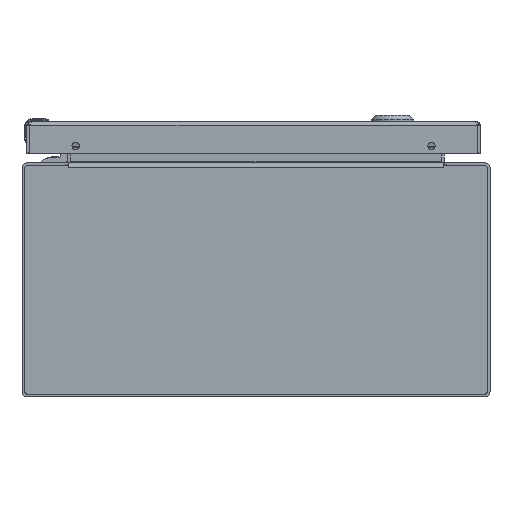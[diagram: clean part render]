
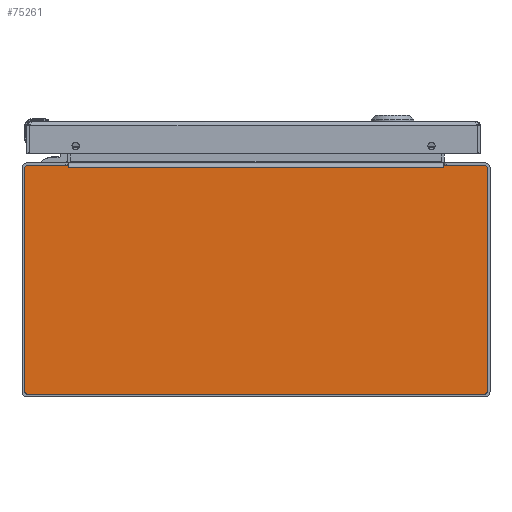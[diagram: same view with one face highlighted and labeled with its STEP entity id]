
A CAD part, front view. The second image highlights one B-rep face of the part: STEP entity #75261.
In plain terms, the highlighted planar face has unit normal (0, -1, 0).
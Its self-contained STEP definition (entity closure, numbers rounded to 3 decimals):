
#714 = LINE ( 'NONE', #27754, #37069 ) ;
#1582 = CARTESIAN_POINT ( 'NONE',  ( -4.818, -12., 2.91 ) ) ;
#3543 = CARTESIAN_POINT ( 'NONE',  ( -5.937, -12., 0. ) ) ;
#3798 = VERTEX_POINT ( 'NONE', #79225 ) ;
#4224 = VERTEX_POINT ( 'NONE', #9384 ) ;
#5915 = VERTEX_POINT ( 'NONE', #38642 ) ;
#6866 = VERTEX_POINT ( 'NONE', #27947 ) ;
#7040 = DIRECTION ( 'NONE',  ( 0., -1., 0. ) ) ;
#7205 = EDGE_CURVE ( 'NONE', #6866, #42101, #18795, .T. ) ;
#7468 = ORIENTED_EDGE ( 'NONE', *, *, #68544, .F. ) ;
#7902 = CIRCLE ( 'NONE', #39059, 0.08 ) ;
#8891 = AXIS2_PLACEMENT_3D ( 'NONE', #18992, #45643, #11919 ) ;
#9384 = CARTESIAN_POINT ( 'NONE',  ( -5.937, -12., 2.857 ) ) ;
#9562 = VECTOR ( 'NONE', #47719, 39.37 ) ;
#10314 = ORIENTED_EDGE ( 'NONE', *, *, #7205, .F. ) ;
#10411 = CARTESIAN_POINT ( 'NONE',  ( 4.806, -12., 2.883 ) ) ;
#11318 = CARTESIAN_POINT ( 'NONE',  ( 0., -12., -2.937 ) ) ;
#11866 = CARTESIAN_POINT ( 'NONE',  ( 4.823, -12., 2.937 ) ) ;
#11919 = DIRECTION ( 'NONE',  ( 0., 0., -1. ) ) ;
#12105 = ORIENTED_EDGE ( 'NONE', *, *, #77464, .F. ) ;
#12349 = DIRECTION ( 'NONE',  ( 0., 1., 0. ) ) ;
#12575 = LINE ( 'NONE', #66313, #18478 ) ;
#14626 = AXIS2_PLACEMENT_3D ( 'NONE', #32744, #12349, #20295 ) ;
#14865 = LINE ( 'NONE', #20189, #9562 ) ;
#15113 = VECTOR ( 'NONE', #43703, 39.37 ) ;
#16580 = DIRECTION ( 'NONE',  ( 0., 0., -1. ) ) ;
#18117 = LINE ( 'NONE', #3543, #20248 ) ;
#18478 = VECTOR ( 'NONE', #58335, 39.37 ) ;
#18795 = CIRCLE ( 'NONE', #8891, 0.08 ) ;
#18992 = CARTESIAN_POINT ( 'NONE',  ( 5.857, -12., 2.857 ) ) ;
#19696 = LINE ( 'NONE', #11318, #67155 ) ;
#20189 = CARTESIAN_POINT ( 'NONE',  ( 5.937, -12., 0. ) ) ;
#20248 = VECTOR ( 'NONE', #51436, 39.37 ) ;
#20295 = DIRECTION ( 'NONE',  ( 0., 0., -1. ) ) ;
#20421 = CARTESIAN_POINT ( 'NONE',  ( 0., -12., 2.937 ) ) ;
#22767 = LINE ( 'NONE', #29455, #69227 ) ;
#23172 = VECTOR ( 'NONE', #34181, 39.37 ) ;
#24863 = ORIENTED_EDGE ( 'NONE', *, *, #75485, .F. ) ;
#27320 = CARTESIAN_POINT ( 'NONE',  ( 5.937, -12., 2.857 ) ) ;
#27754 = CARTESIAN_POINT ( 'NONE',  ( 4.818, -12., 2.91 ) ) ;
#27947 = CARTESIAN_POINT ( 'NONE',  ( 5.857, -12., 2.937 ) ) ;
#28178 = EDGE_CURVE ( 'NONE', #47171, #3798, #66073, .T. ) ;
#29455 = CARTESIAN_POINT ( 'NONE',  ( 0., -12., 2.937 ) ) ;
#29870 = CARTESIAN_POINT ( 'NONE',  ( -5.857, -12., -2.937 ) ) ;
#31126 = ORIENTED_EDGE ( 'NONE', *, *, #79868, .F. ) ;
#31950 = ORIENTED_EDGE ( 'NONE', *, *, #63874, .F. ) ;
#32744 = CARTESIAN_POINT ( 'NONE',  ( -5.857, -12., 2.857 ) ) ;
#33654 = DIRECTION ( 'NONE',  ( 0., 0., -1. ) ) ;
#34181 = DIRECTION ( 'NONE',  ( 1., 0., 0. ) ) ;
#34869 = DIRECTION ( 'NONE',  ( -0.174, 0., -0.985 ) ) ;
#36564 = CARTESIAN_POINT ( 'NONE',  ( 5.937, -12., -2.857 ) ) ;
#37069 = VECTOR ( 'NONE', #34869, 39.37 ) ;
#37901 = ORIENTED_EDGE ( 'NONE', *, *, #28178, .F. ) ;
#38642 = CARTESIAN_POINT ( 'NONE',  ( -4.798, -12., 2.883 ) ) ;
#39059 = AXIS2_PLACEMENT_3D ( 'NONE', #56979, #84078, #16580 ) ;
#41262 = CARTESIAN_POINT ( 'NONE',  ( 4.814, -12., 2.883 ) ) ;
#41281 = AXIS2_PLACEMENT_3D ( 'NONE', #46541, #7040, #33654 ) ;
#42101 = VERTEX_POINT ( 'NONE', #27320 ) ;
#43703 = DIRECTION ( 'NONE',  ( -1., 0., 0. ) ) ;
#44292 = EDGE_CURVE ( 'NONE', #79984, #5915, #12575, .T. ) ;
#45228 = EDGE_CURVE ( 'NONE', #83764, #87243, #48630, .T. ) ;
#45351 = CARTESIAN_POINT ( 'NONE',  ( -4.823, -12., 2.937 ) ) ;
#45643 = DIRECTION ( 'NONE',  ( 0., 1., 0. ) ) ;
#46541 = CARTESIAN_POINT ( 'NONE',  ( 0., -12., 0. ) ) ;
#47171 = VERTEX_POINT ( 'NONE', #36564 ) ;
#47719 = DIRECTION ( 'NONE',  ( 0., 0., -1. ) ) ;
#47772 = ORIENTED_EDGE ( 'NONE', *, *, #44292, .T. ) ;
#48630 = LINE ( 'NONE', #1582, #79607 ) ;
#51094 = DIRECTION ( 'NONE',  ( 0., 1., 0. ) ) ;
#51436 = DIRECTION ( 'NONE',  ( 0., 0., 1. ) ) ;
#51901 = VERTEX_POINT ( 'NONE', #61068 ) ;
#52632 = VECTOR ( 'NONE', #72223, 39.37 ) ;
#54421 = VERTEX_POINT ( 'NONE', #11866 ) ;
#56979 = CARTESIAN_POINT ( 'NONE',  ( -5.857, -12., -2.857 ) ) ;
#58335 = DIRECTION ( 'NONE',  ( -1., 0., 0. ) ) ;
#58582 = EDGE_CURVE ( 'NONE', #3798, #74767, #19696, .T. ) ;
#58928 = ORIENTED_EDGE ( 'NONE', *, *, #80548, .F. ) ;
#58985 = CARTESIAN_POINT ( 'NONE',  ( -4.814, -12., 2.883 ) ) ;
#59261 = DIRECTION ( 'NONE',  ( -1., 0., 0. ) ) ;
#60308 = FACE_OUTER_BOUND ( 'NONE', #76325, .T. ) ;
#60396 = LINE ( 'NONE', #20421, #23172 ) ;
#61068 = CARTESIAN_POINT ( 'NONE',  ( -5.937, -12., -2.857 ) ) ;
#61620 = CARTESIAN_POINT ( 'NONE',  ( -5.857, -12., 2.937 ) ) ;
#62739 = DIRECTION ( 'NONE',  ( 1., 0., 0. ) ) ;
#63558 = DIRECTION ( 'NONE',  ( 0., 0., -1. ) ) ;
#63874 = EDGE_CURVE ( 'NONE', #74767, #51901, #7902, .T. ) ;
#64456 = CARTESIAN_POINT ( 'NONE',  ( 5.857, -12., -2.857 ) ) ;
#65603 = ORIENTED_EDGE ( 'NONE', *, *, #87667, .F. ) ;
#65875 = ORIENTED_EDGE ( 'NONE', *, *, #75711, .T. ) ;
#66073 = CIRCLE ( 'NONE', #77450, 0.08 ) ;
#66313 = CARTESIAN_POINT ( 'NONE',  ( 0., -12., 2.883 ) ) ;
#67155 = VECTOR ( 'NONE', #59261, 39.37 ) ;
#68544 = EDGE_CURVE ( 'NONE', #54421, #6866, #22767, .T. ) ;
#69227 = VECTOR ( 'NONE', #62739, 39.37 ) ;
#70921 = LINE ( 'NONE', #78024, #52632 ) ;
#72223 = DIRECTION ( 'NONE',  ( 1., 0., 0. ) ) ;
#74012 = ORIENTED_EDGE ( 'NONE', *, *, #45228, .F. ) ;
#74202 = CIRCLE ( 'NONE', #14626, 0.08 ) ;
#74439 = ORIENTED_EDGE ( 'NONE', *, *, #58582, .F. ) ;
#74489 = CARTESIAN_POINT ( 'NONE',  ( 4.798, -12., 2.883 ) ) ;
#74767 = VERTEX_POINT ( 'NONE', #29870 ) ;
#75261 = ADVANCED_FACE ( 'NONE', ( #60308 ), #79872, .T. ) ;
#75485 = EDGE_CURVE ( 'NONE', #87243, #5915, #70921, .T. ) ;
#75711 = EDGE_CURVE ( 'NONE', #54421, #82345, #714, .T. ) ;
#76182 = DIRECTION ( 'NONE',  ( 0.174, 0., -0.985 ) ) ;
#76325 = EDGE_LOOP ( 'NONE', ( #58928, #31126, #12105, #31950, #74439, #37901, #65603, #10314, #7468, #65875, #84076, #47772, #24863, #74012 ) ) ;
#77450 = AXIS2_PLACEMENT_3D ( 'NONE', #64456, #51094, #63558 ) ;
#77464 = EDGE_CURVE ( 'NONE', #51901, #4224, #18117, .T. ) ;
#78024 = CARTESIAN_POINT ( 'NONE',  ( -4.806, -12., 2.883 ) ) ;
#79225 = CARTESIAN_POINT ( 'NONE',  ( 5.857, -12., -2.937 ) ) ;
#79607 = VECTOR ( 'NONE', #76182, 39.37 ) ;
#79868 = EDGE_CURVE ( 'NONE', #4224, #84299, #74202, .T. ) ;
#79872 = PLANE ( 'NONE',  #41281 ) ;
#79984 = VERTEX_POINT ( 'NONE', #74489 ) ;
#80548 = EDGE_CURVE ( 'NONE', #84299, #83764, #60396, .T. ) ;
#82345 = VERTEX_POINT ( 'NONE', #41262 ) ;
#83764 = VERTEX_POINT ( 'NONE', #45351 ) ;
#84076 = ORIENTED_EDGE ( 'NONE', *, *, #86805, .T. ) ;
#84078 = DIRECTION ( 'NONE',  ( 0., 1., 0. ) ) ;
#84299 = VERTEX_POINT ( 'NONE', #61620 ) ;
#84544 = LINE ( 'NONE', #10411, #15113 ) ;
#86805 = EDGE_CURVE ( 'NONE', #82345, #79984, #84544, .T. ) ;
#87243 = VERTEX_POINT ( 'NONE', #58985 ) ;
#87667 = EDGE_CURVE ( 'NONE', #42101, #47171, #14865, .T. ) ;
